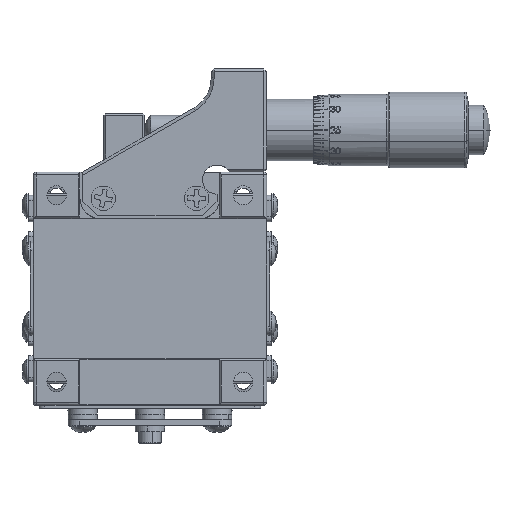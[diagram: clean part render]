
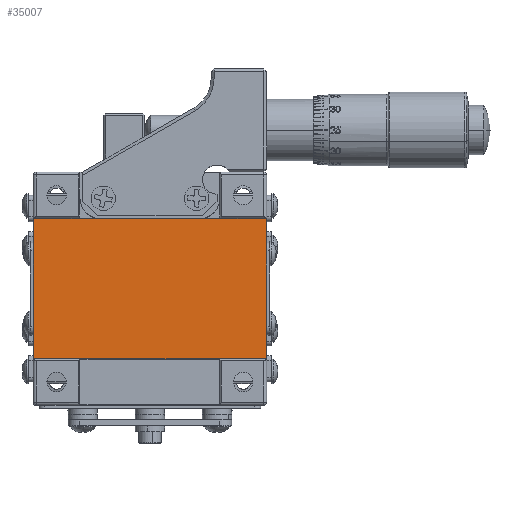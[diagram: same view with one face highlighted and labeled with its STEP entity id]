
A CAD part, front view. The second image highlights one B-rep face of the part: STEP entity #35007.
In plain terms, the highlighted planar face has unit normal (0, -1, 0).
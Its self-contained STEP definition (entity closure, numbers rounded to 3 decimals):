
#937 = CARTESIAN_POINT ( 'NONE',  ( 19.442, -7.419, -12. ) ) ;
#2975 = EDGE_CURVE ( 'NONE', #58911, #35486, #60850, .T. ) ;
#3758 = CARTESIAN_POINT ( 'NONE',  ( 19.442, -7.419, -12. ) ) ;
#5064 = VECTOR ( 'NONE', #62326, 1000. ) ;
#5792 = LINE ( 'NONE', #937, #30935 ) ;
#7070 = CARTESIAN_POINT ( 'NONE',  ( 19.442, -7.419, 12. ) ) ;
#10156 = VECTOR ( 'NONE', #23841, 1000. ) ;
#10440 = EDGE_CURVE ( 'NONE', #44389, #12491, #25459, .T. ) ;
#11569 = CARTESIAN_POINT ( 'NONE',  ( 19.4, -7.419, 12. ) ) ;
#12491 = VERTEX_POINT ( 'NONE', #15596 ) ;
#12619 = EDGE_LOOP ( 'NONE', ( #62411, #20398, #32037, #29182, #60553, #46531 ) ) ;
#15596 = CARTESIAN_POINT ( 'NONE',  ( -9.058, -7.419, 12. ) ) ;
#15598 = CARTESIAN_POINT ( 'NONE',  ( 7.942, -7.419, 12. ) ) ;
#15792 = VERTEX_POINT ( 'NONE', #11569 ) ;
#18304 = CARTESIAN_POINT ( 'NONE',  ( 19.4, -7.419, -12. ) ) ;
#19063 = EDGE_CURVE ( 'NONE', #15792, #44389, #54508, .T. ) ;
#19575 = CARTESIAN_POINT ( 'NONE',  ( 19.442, -7.419, 12. ) ) ;
#20054 = CARTESIAN_POINT ( 'NONE',  ( 19.442, -7.419, 12. ) ) ;
#20398 = ORIENTED_EDGE ( 'NONE', *, *, #34903, .T. ) ;
#22100 = CARTESIAN_POINT ( 'NONE',  ( 19.4, -7.419, -12. ) ) ;
#23780 = DIRECTION ( 'NONE',  ( 0., 0., -1. ) ) ;
#23841 = DIRECTION ( 'NONE',  ( 0., 0., 1. ) ) ;
#25459 = LINE ( 'NONE', #19575, #60760 ) ;
#28169 = DIRECTION ( 'NONE',  ( -1., 0., 0. ) ) ;
#29182 = ORIENTED_EDGE ( 'NONE', *, *, #10440, .T. ) ;
#30935 = VECTOR ( 'NONE', #37974, 1000. ) ;
#32037 = ORIENTED_EDGE ( 'NONE', *, *, #19063, .T. ) ;
#32072 = EDGE_CURVE ( 'NONE', #44985, #35486, #5792, .T. ) ;
#34903 = EDGE_CURVE ( 'NONE', #44985, #15792, #53977, .T. ) ;
#34930 = FACE_OUTER_BOUND ( 'NONE', #12619, .T. ) ;
#35007 = ADVANCED_FACE ( 'NONE', ( #34930 ), #50855, .F. ) ;
#35486 = VERTEX_POINT ( 'NONE', #64487 ) ;
#37974 = DIRECTION ( 'NONE',  ( -1., 0., 0. ) ) ;
#40066 = CARTESIAN_POINT ( 'NONE',  ( -20.517, -7.419, 12. ) ) ;
#41712 = DIRECTION ( 'NONE',  ( -1., 0., 0. ) ) ;
#44389 = VERTEX_POINT ( 'NONE', #15598 ) ;
#44985 = VERTEX_POINT ( 'NONE', #22100 ) ;
#45616 = AXIS2_PLACEMENT_3D ( 'NONE', #3758, #57074, #60916 ) ;
#46531 = ORIENTED_EDGE ( 'NONE', *, *, #2975, .T. ) ;
#50855 = PLANE ( 'NONE',  #45616 ) ;
#51331 = VECTOR ( 'NONE', #23780, 1000. ) ;
#53977 = LINE ( 'NONE', #18304, #10156 ) ;
#54508 = LINE ( 'NONE', #7070, #58337 ) ;
#55830 = CARTESIAN_POINT ( 'NONE',  ( -20.517, -7.419, 12. ) ) ;
#57074 = DIRECTION ( 'NONE',  ( 0., 1., 0. ) ) ;
#58337 = VECTOR ( 'NONE', #28169, 1000. ) ;
#58911 = VERTEX_POINT ( 'NONE', #55830 ) ;
#59434 = EDGE_CURVE ( 'NONE', #12491, #58911, #67533, .T. ) ;
#60553 = ORIENTED_EDGE ( 'NONE', *, *, #59434, .T. ) ;
#60760 = VECTOR ( 'NONE', #41712, 1000. ) ;
#60850 = LINE ( 'NONE', #40066, #51331 ) ;
#60916 = DIRECTION ( 'NONE',  ( 1., 0., 0. ) ) ;
#62326 = DIRECTION ( 'NONE',  ( -1., 0., 0. ) ) ;
#62411 = ORIENTED_EDGE ( 'NONE', *, *, #32072, .F. ) ;
#64487 = CARTESIAN_POINT ( 'NONE',  ( -20.517, -7.419, -12. ) ) ;
#67533 = LINE ( 'NONE', #20054, #5064 ) ;
